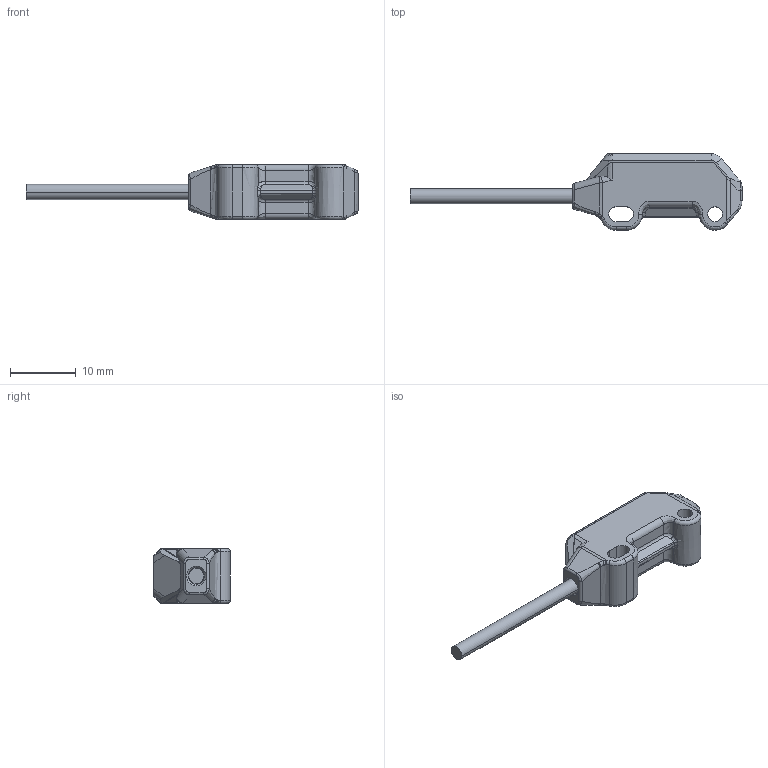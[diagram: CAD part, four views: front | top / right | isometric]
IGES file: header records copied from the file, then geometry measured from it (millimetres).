
Start section:  PTC IGES file: 149854.igs
Global section: file name: 149854.igs; native system: Pro/ENGINEER by Parametric Technology Corporation; preprocessor: 2009141; author: banengservice; organization: Unknown; date: 20100507.141833; units: inch
Bounding box: 50.32 x 11.58 x 8.33 mm (x, y, z)
Volume: 709.3 mm3; surface area: 2201 mm2
Topology: 2 solids, 3 shells, 773 faces, 2031 edges, 1274 vertices
Faces by surface type: bspline 430, revolution 220, extrusion 123
